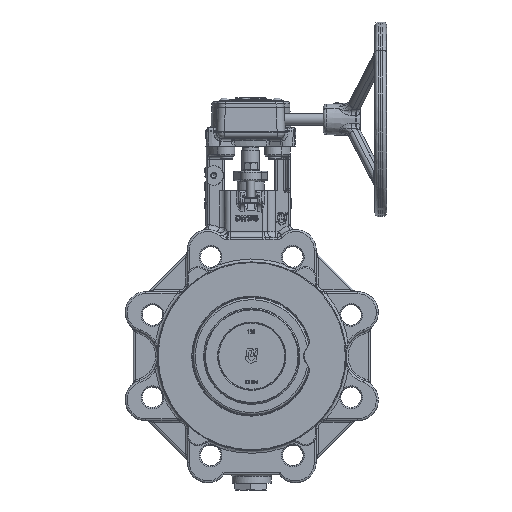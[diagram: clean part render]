
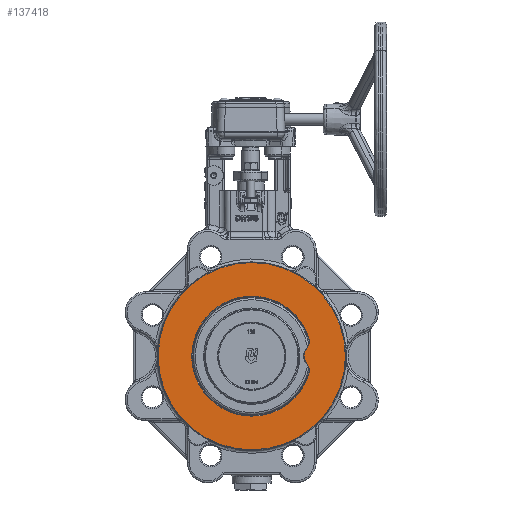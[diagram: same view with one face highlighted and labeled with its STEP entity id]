
A CAD part, front view. The second image highlights one B-rep face of the part: STEP entity #137418.
In plain terms, the highlighted planar face has unit normal (0, -1, 0).
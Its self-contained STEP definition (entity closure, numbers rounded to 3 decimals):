
#137322=CARTESIAN_POINT('',(26.523,-31.,0.));
#137323=DIRECTION('',(0.,1.,-0.));
#137324=DIRECTION('',(-1.,0.,0.));
#137325=AXIS2_PLACEMENT_3D('',#137322,#137323,#137324);
#137326=PLANE('',#137325);
#137327=CARTESIAN_POINT('',(-0.,-31.,95.853));
#137328=VERTEX_POINT('',#137327);
#137329=CARTESIAN_POINT('',(0.,-31.,0.));
#137330=DIRECTION('',(-0.,-1.,0.));
#137331=DIRECTION('',(0.,0.,1.));
#137332=AXIS2_PLACEMENT_3D('',#137329,#137330,#137331);
#137333=CIRCLE('',#137332,95.853);
#137334=EDGE_CURVE('',#137328,#137328,#137333,.T.);
#137335=ORIENTED_EDGE('',*,*,#137334,.T.);
#137336=EDGE_LOOP('',(#137335));
#137337=FACE_BOUND('',#137336,.T.);
#137338=CARTESIAN_POINT('',(56.143,-31.,7.174));
#137339=VERTEX_POINT('',#137338);
#137340=CARTESIAN_POINT('',(56.143,-31.,-7.174));
#137341=VERTEX_POINT('',#137340);
#137342=CARTESIAN_POINT('',(56.143,-31.,7.174));
#137343=CARTESIAN_POINT('',(54.919,-31.,5.67));
#137344=CARTESIAN_POINT('',(54.26,-31.,3.804));
#137345=CARTESIAN_POINT('',(53.603,-31.,1.945));
#137346=CARTESIAN_POINT('',(53.603,-31.,-0.002));
#137347=CARTESIAN_POINT('',(53.603,-31.,-1.947));
#137348=CARTESIAN_POINT('',(54.261,-31.,-3.807));
#137349=CARTESIAN_POINT('',(54.92,-31.,-5.671));
#137350=CARTESIAN_POINT('',(56.143,-31.,-7.174));
#137351=B_SPLINE_CURVE_WITH_KNOTS('',2,(#137342,#137343,#137344,#137345,#137346,#137347,#137348,#137349,#137350),.UNSPECIFIED.,.F.,.F.,(3,2,2,2,3),(0.,0.25,0.5,0.75,1.),.UNSPECIFIED.);
#137352=EDGE_CURVE('',#137339,#137341,#137351,.T.);
#137353=ORIENTED_EDGE('',*,*,#137352,.T.);
#137354=CARTESIAN_POINT('',(58.333,-31.,-19.011));
#137355=VERTEX_POINT('',#137354);
#137356=CARTESIAN_POINT('',(56.143,-31.,-7.174));
#137357=CARTESIAN_POINT('',(58.144,-31.,-9.605));
#137358=CARTESIAN_POINT('',(58.738,-31.,-12.813));
#137359=CARTESIAN_POINT('',(59.332,-31.,-16.022));
#137360=CARTESIAN_POINT('',(58.333,-31.,-19.011));
#137361=B_SPLINE_CURVE_WITH_KNOTS('',2,(#137356,#137357,#137358,#137359,#137360),.UNSPECIFIED.,.F.,.F.,(3,2,3),(0.,0.5,1.),.UNSPECIFIED.);
#137362=EDGE_CURVE('',#137341,#137355,#137361,.T.);
#137363=ORIENTED_EDGE('',*,*,#137362,.T.);
#137364=CARTESIAN_POINT('',(58.333,-31.,19.011));
#137365=VERTEX_POINT('',#137364);
#137366=CARTESIAN_POINT('',(58.333,-31.,-19.011));
#137367=CARTESIAN_POINT('',(54.935,-31.,-29.429));
#137368=CARTESIAN_POINT('',(48.149,-31.,-38.024));
#137369=CARTESIAN_POINT('',(44.791,-31.,-42.277));
#137370=CARTESIAN_POINT('',(40.729,-31.,-45.883));
#137371=CARTESIAN_POINT('',(36.659,-31.,-49.497));
#137372=CARTESIAN_POINT('',(32.016,-31.,-52.336));
#137373=CARTESIAN_POINT('',(22.663,-31.,-58.056));
#137374=CARTESIAN_POINT('',(11.93,-31.,-60.182));
#137375=CARTESIAN_POINT('',(1.174,-31.,-62.312));
#137376=CARTESIAN_POINT('',(-9.628,-31.,-60.592));
#137377=CARTESIAN_POINT('',(-14.971,-31.,-59.742));
#137378=CARTESIAN_POINT('',(-20.091,-31.,-57.97));
#137379=CARTESIAN_POINT('',(-25.243,-31.,-56.186));
#137380=CARTESIAN_POINT('',(-29.996,-31.,-53.52));
#137381=CARTESIAN_POINT('',(-39.568,-31.,-48.15));
#137382=CARTESIAN_POINT('',(-46.658,-31.,-39.84));
#137383=CARTESIAN_POINT('',(-53.78,-31.,-31.491));
#137384=CARTESIAN_POINT('',(-57.558,-31.,-21.242));
#137385=CARTESIAN_POINT('',(-61.351,-31.,-10.951));
#137386=CARTESIAN_POINT('',(-61.353,-31.,-0.022));
#137387=CARTESIAN_POINT('',(-61.354,-31.,10.941));
#137388=CARTESIAN_POINT('',(-57.573,-31.,21.201));
#137389=CARTESIAN_POINT('',(-53.784,-31.,31.483));
#137390=CARTESIAN_POINT('',(-46.687,-31.,39.806));
#137391=CARTESIAN_POINT('',(-39.58,-31.,48.139));
#137392=CARTESIAN_POINT('',(-30.037,-31.,53.497));
#137393=CARTESIAN_POINT('',(-20.494,-31.,58.855));
#137394=CARTESIAN_POINT('',(-9.679,-31.,60.584));
#137395=CARTESIAN_POINT('',(1.122,-31.,62.312));
#137396=CARTESIAN_POINT('',(11.874,-31.,60.193));
#137397=CARTESIAN_POINT('',(22.6,-31.,58.079));
#137398=CARTESIAN_POINT('',(31.961,-31.,52.37));
#137399=CARTESIAN_POINT('',(41.289,-31.,46.682));
#137400=CARTESIAN_POINT('',(48.104,-31.,38.081));
#137401=CARTESIAN_POINT('',(51.486,-31.,33.813));
#137402=CARTESIAN_POINT('',(54.067,-31.,28.998));
#137403=CARTESIAN_POINT('',(56.641,-31.,24.197));
#137404=CARTESIAN_POINT('',(58.333,-31.,19.011));
#137405=B_SPLINE_CURVE_WITH_KNOTS('',2,(#137366,#137367,#137368,#137369,#137370,#137371,#137372,#137373,#137374,#137375,#137376,#137377,#137378,#137379,#137380,#137381,#137382,#137383,#137384,#137385,#137386,#137387,#137388,#137389,#137390,#137391,
#137392,#137393,#137394,#137395,#137396,#137397,#137398,#137399,#137400,#137401,#137402,#137403,#137404),.UNSPECIFIED.,.F.,.F.,(3,2,2,2,2,2,2,2,2,2,2,2,2,2,2,2,2,2,2,3),(0.,0.063,0.094,0.125,0.188,0.25,0.281,0.313,0.375,0.438,0.5,0.563,0.625,0.688,0.75,0.813,0.875,0.938,0.969,1.),.UNSPECIFIED.);
#137406=EDGE_CURVE('',#137355,#137365,#137405,.T.);
#137407=ORIENTED_EDGE('',*,*,#137406,.T.);
#137408=CARTESIAN_POINT('',(58.333,-31.,19.011));
#137409=CARTESIAN_POINT('',(59.332,-31.,16.026));
#137410=CARTESIAN_POINT('',(58.739,-31.,12.817));
#137411=CARTESIAN_POINT('',(58.146,-31.,9.607));
#137412=CARTESIAN_POINT('',(56.143,-31.,7.174));
#137413=B_SPLINE_CURVE_WITH_KNOTS('',2,(#137408,#137409,#137410,#137411,#137412),.UNSPECIFIED.,.F.,.F.,(3,2,3),(0.,0.5,1.),.UNSPECIFIED.);
#137414=EDGE_CURVE('',#137365,#137339,#137413,.T.);
#137415=ORIENTED_EDGE('',*,*,#137414,.T.);
#137416=EDGE_LOOP('',(#137353,#137363,#137407,#137415));
#137417=FACE_BOUND('',#137416,.T.);
#137418=ADVANCED_FACE('',(#137337,#137417),#137326,.F.);
